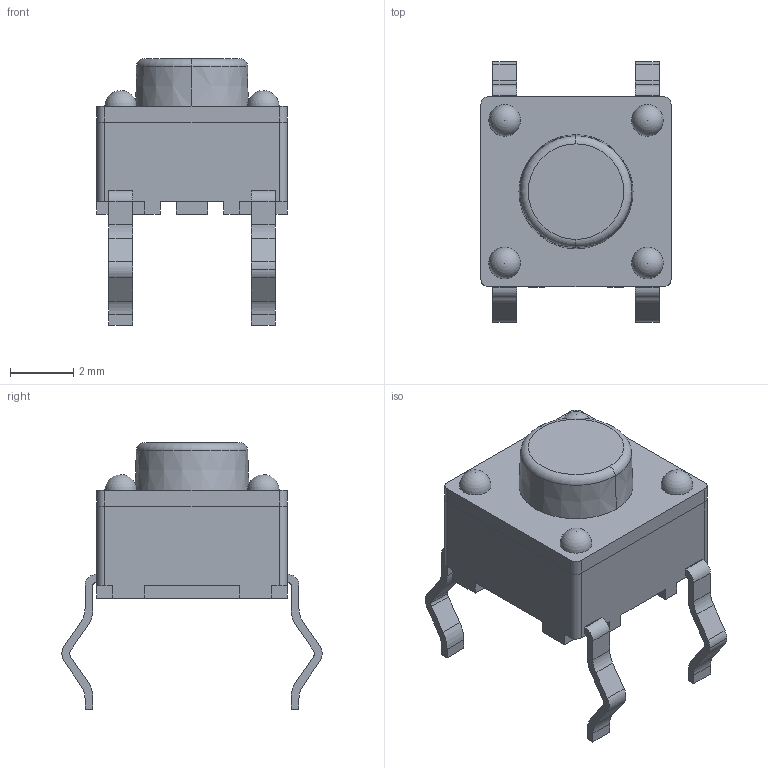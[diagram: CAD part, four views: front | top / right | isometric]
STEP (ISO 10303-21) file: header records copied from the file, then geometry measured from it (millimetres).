
FILE_DESCRIPTION (( 'STEP AP214' ), '1' );
FILE_NAME ('SW-TH_4P-L6.0-W6.0-H5.0-LS6.5-P4.50.step', '2022-07-26T16:17:22', ( '' ), ( '' ), 'SwSTEP 2.0', 'SolidWorks 2020', '' );
FILE_SCHEMA (( 'AUTOMOTIVE_DESIGN' ));
Length unit declared in the file: millimetre
Products named in the file (1): SW-TH_4P-L6.0-W6.0-H5.0-LS6.5-P4.50
Bounding box: 6 x 8.21 x 8.4 mm (x, y, z)
Volume: 132.5 mm3; surface area: 220.1 mm2
Topology: 14 solids, 14 shells, 444 faces, 1201 edges, 800 vertices
Faces by surface type: plane 280, bspline 112, cylinder 44, sphere 4, torus 2, cone 2
Entity records: 20028 total; most frequent: CARTESIAN_POINT 4530, ORIENTED_EDGE 2378, DIRECTION 1727, EDGE_CURVE 1189, LINE 861, VECTOR 861, VERTEX_POINT 792, EDGE_LOOP 475
